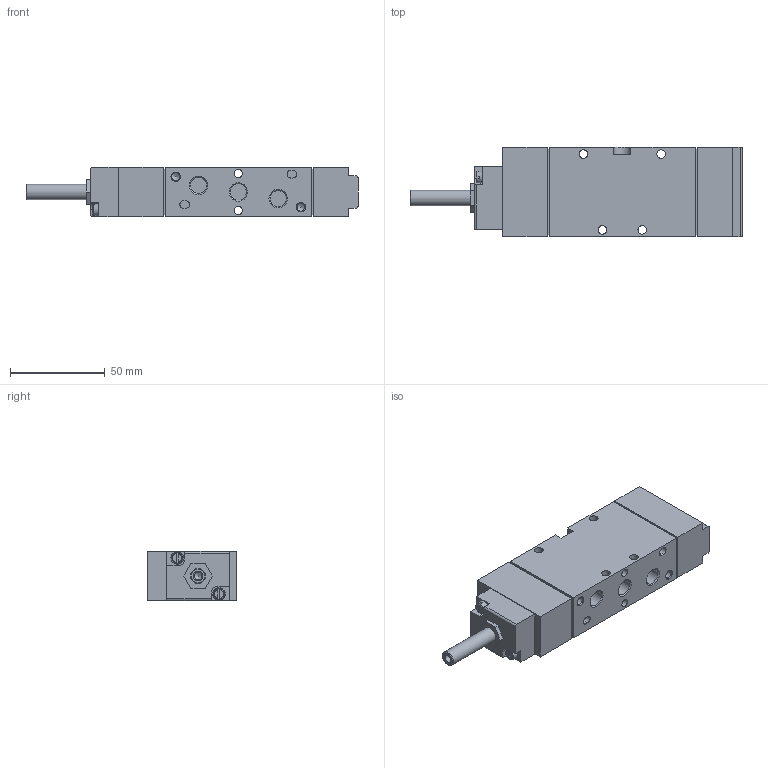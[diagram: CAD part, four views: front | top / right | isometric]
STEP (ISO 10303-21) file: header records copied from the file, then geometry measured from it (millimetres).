
FILE_DESCRIPTION(/* description */ ('STEP AP214'),/* implementation_level */ '2;1');
FILE_NAME(/* name */ '535927_MFH-5-1_8-L-S-B-EX',/* time_stamp */ '2024-09-05T09:50:39+02:00',/* author */ ('License CC BY-ND 4.0'),/* organization */ ('CADENAS'),/* preprocessor_version */ 'ST-DEVELOPER v19.3',/* originating_system */ 'PARTsolutions',/* authorisation */ ' ');
FILE_SCHEMA (('AUTOMOTIVE_DESIGN {1 0 10303 214 3 1 1}'));
Length unit declared in the file: millimetre
Products named in the file (2): 535927 MFH-5-1/8-L-S-B-EX; 535927 MFH-5-1/8-L-S-B-EX-part2
Assembly tree (1 placements, depth 2):
  535927 MFH-5-1/8-L-S-B-EX
    535927 MFH-5-1/8-L-S-B-EX-part2
Bounding box: 175 x 47 x 26 mm (x, y, z)
Volume: 155393.6 mm3; surface area: 30279.7 mm2
Topology: 1 solids, 1 shells, 140 faces, 345 edges, 227 vertices
Faces by surface type: plane 84, cylinder 36, cone 16, torus 4
Full cylindrical faces by diameter (mm): 4 x1, 4.134 x3, 4.3 x2, 4.5 x4, 8 x1, 8.566 x7
Entity records: 3975 total; most frequent: CARTESIAN_POINT 711, DIRECTION 666, ORIENTED_EDGE 602, EDGE_CURVE 301, AXIS2_PLACEMENT_3D 239, VERTEX_POINT 220, FACE_BOUND 209, EDGE_LOOP 206
